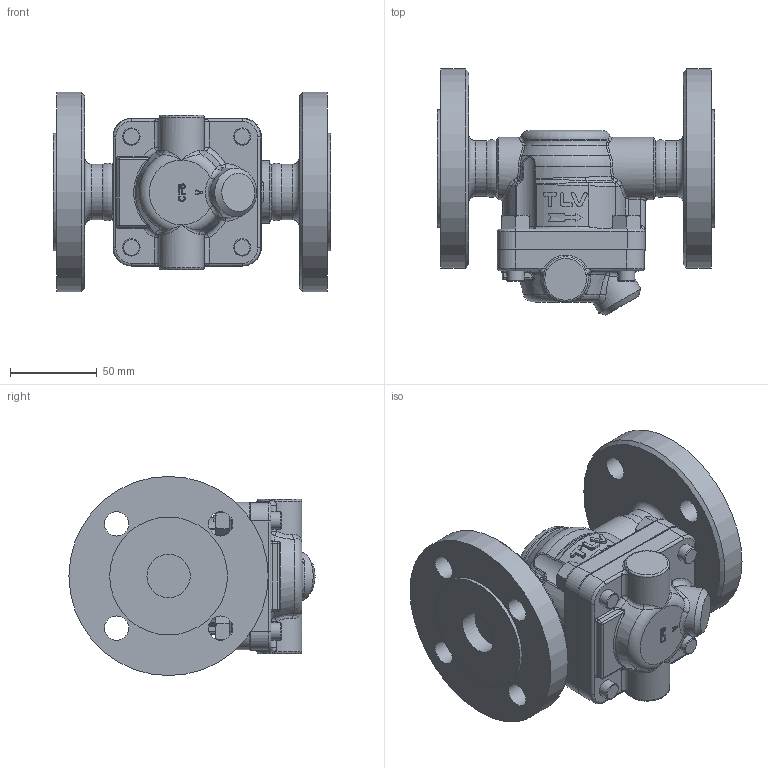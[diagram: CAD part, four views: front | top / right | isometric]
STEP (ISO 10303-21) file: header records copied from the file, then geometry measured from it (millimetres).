
FILE_DESCRIPTION(/* description */ (''),/* implementation_level */ '2;1');
FILE_NAME(/* name */ 's1vh2-025-e0025-00.stp',/* time_stamp */ '2026-01-21T10:38:42+09:00',/* author */ ('shibuya'),/* organization */ (''),/* preprocessor_version */ 'ST-DEVELOPER v20',/* originating_system */ 'Autodesk Inventor 2025',/* authorisation */ '');
FILE_SCHEMA (('AUTOMOTIVE_DESIGN { 1 0 10303 214 3 1 1 }'));
Length unit declared in the file: millimetre
Products named in the file (1): 25A_FLANGE_PN40_SS1V-M2_ASSY
Bounding box: 160 x 142.04 x 115 mm (x, y, z)
Volume: 799993.9 mm3; surface area: 105465.2 mm2
Topology: 1 solids, 7 shells, 617 faces, 1533 edges, 925 vertices
Faces by surface type: plane 218, cylinder 157, bspline 140, torus 50, cone 43, sphere 9
Full cylindrical faces by diameter (mm): 10 x8, 11 x4, 14 x9, 16 x1, 25 x2, 28 x1, 32 x2, 36 x2, 68 x2, 115 x2
Entity records: 23497 total; most frequent: CARTESIAN_POINT 9724, ORIENTED_EDGE 3012, DIRECTION 2670, EDGE_CURVE 1506, AXIS2_PLACEMENT_3D 1055, VERTEX_POINT 924, EDGE_LOOP 662, FACE_OUTER_BOUND 617
